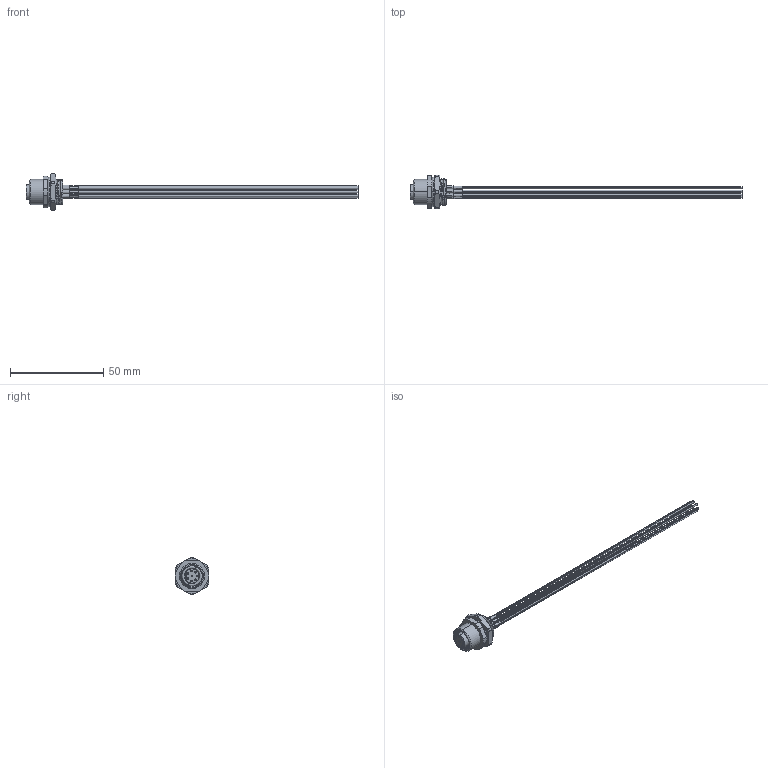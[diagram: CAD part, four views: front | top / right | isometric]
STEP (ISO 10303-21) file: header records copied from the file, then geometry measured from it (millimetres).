
FILE_DESCRIPTION (( 'STEP AP203' ), '1' );
FILE_NAME ('10-04040.STEP', '2022-04-12T15:58:13', ( '' ), ( '' ), 'SwSTEP 2.0', 'SolidWorks 2021', '' );
FILE_SCHEMA (( 'CONFIG_CONTROL_DESIGN' ));
Length unit declared in the file: millimetre
Products named in the file (17): 54-00184; 30-01767_blunt cut; 30-01766_blunt cut; 30-01762_blunt cut; 54-00184-04___; Heat shrink; 30-01768_blunt cut; 54-00184-01___; 54-00184-05___; 30-01765_blunt cut; 30-01763_blunt cut; 54-00184-02___; 30-01764_blunt cut; 54-00184-06___; 10-04040; 54-00184-03___; 30-01769_blunt cut
Assembly tree (30 placements, depth 3):
  10-04040
    54-00184
      54-00184-01___
      54-00184-02___
      54-00184-03___  x8
      54-00184-06___
      54-00184-05___
      54-00184-04___
    Heat shrink  x8
    30-01762_blunt cut
    30-01765_blunt cut
    30-01769_blunt cut
    30-01763_blunt cut
    30-01764_blunt cut
    30-01768_blunt cut
    30-01766_blunt cut
    30-01767_blunt cut
Bounding box: 178.4 x 18 x 20 mm (x, y, z)
Volume: 3934.5 mm3; surface area: 35220.5 mm2
Topology: 349 solids, 349 shells, 2920 faces, 6362 edges, 4165 vertices
Faces by surface type: cylinder 1634, plane 937, torus 155, cone 105, bspline 89
Entity records: 68886 total; most frequent: CARTESIAN_POINT 15099, DIRECTION 11905, ORIENTED_EDGE 9434, AXIS2_PLACEMENT_3D 5164, EDGE_CURVE 4717, VERTEX_POINT 3129, EDGE_LOOP 2948, CIRCLE 2880
